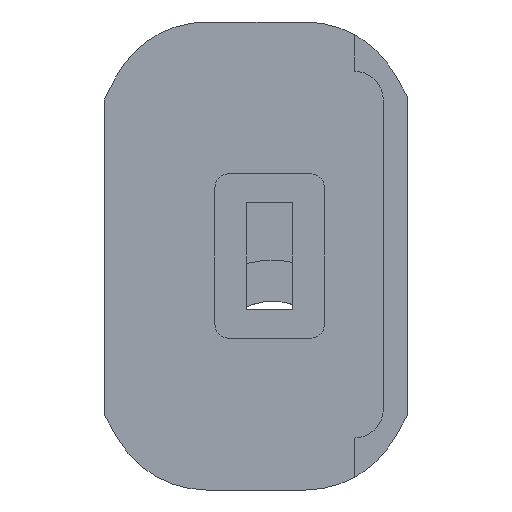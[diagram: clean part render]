
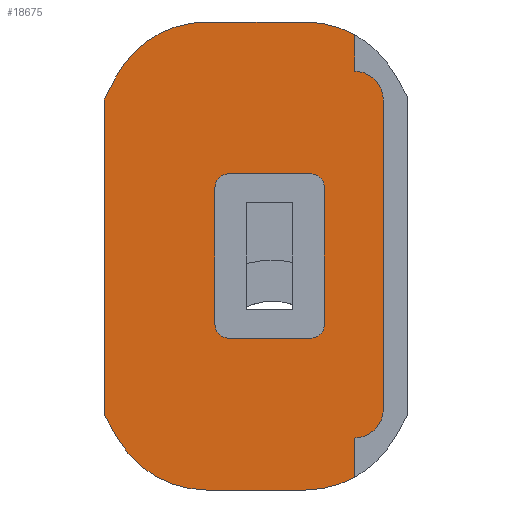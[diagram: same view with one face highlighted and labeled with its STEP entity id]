
A CAD part, left-side view. The second image highlights one B-rep face of the part: STEP entity #18675.
In plain terms, the highlighted planar face has unit normal (-1, 0, 0).
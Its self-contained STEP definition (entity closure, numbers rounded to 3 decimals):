
#208=FACE_BOUND('',#3591,.T.);
#965=CIRCLE('',#19749,1.);
#966=CIRCLE('',#19752,1.);
#970=CIRCLE('',#19781,2.1);
#986=CIRCLE('',#19805,7.5);
#987=CIRCLE('',#19807,7.5);
#988=CIRCLE('',#19809,7.5);
#989=CIRCLE('',#19812,7.5);
#990=CIRCLE('',#19817,2.1);
#991=CIRCLE('',#19818,1.);
#992=CIRCLE('',#19819,1.);
#2546=FACE_OUTER_BOUND('',#3590,.T.);
#3590=EDGE_LOOP('',(#13151,#13152,#13153,#13154,#13155,#13156,#13157,#13158,
#13159,#13160,#13161,#13162,#13163,#13164));
#3591=EDGE_LOOP('',(#13165,#13166,#13167,#13168,#13169,#13170,#13171,#13172));
#4803=LINE('',#23605,#6198);
#4806=LINE('',#23613,#6201);
#4845=LINE('',#23711,#6240);
#4865=LINE('',#23788,#6260);
#4868=LINE('',#23797,#6263);
#4871=LINE('',#23801,#6266);
#4872=LINE('',#23803,#6267);
#4873=LINE('',#23805,#6268);
#4874=LINE('',#23806,#6269);
#4875=LINE('',#23809,#6270);
#4876=LINE('',#23811,#6271);
#4877=LINE('',#23815,#6272);
#6198=VECTOR('',#20728,10.);
#6201=VECTOR('',#20737,10.);
#6240=VECTOR('',#20834,10.);
#6260=VECTOR('',#20910,10.);
#6263=VECTOR('',#20919,10.);
#6266=VECTOR('',#20924,10.);
#6267=VECTOR('',#20927,10.);
#6268=VECTOR('',#20930,10.);
#6269=VECTOR('',#20931,10.);
#6270=VECTOR('',#20934,10.);
#6271=VECTOR('',#20935,10.);
#6272=VECTOR('',#20938,10.);
#7600=VERTEX_POINT('',#23597);
#7601=VERTEX_POINT('',#23599);
#7602=VERTEX_POINT('',#23603);
#7603=VERTEX_POINT('',#23607);
#7604=VERTEX_POINT('',#23611);
#7632=VERTEX_POINT('',#23703);
#7633=VERTEX_POINT('',#23705);
#7634=VERTEX_POINT('',#23709);
#7657=VERTEX_POINT('',#23768);
#7658=VERTEX_POINT('',#23770);
#7659=VERTEX_POINT('',#23774);
#7660=VERTEX_POINT('',#23776);
#7661=VERTEX_POINT('',#23780);
#7662=VERTEX_POINT('',#23782);
#7663=VERTEX_POINT('',#23786);
#7664=VERTEX_POINT('',#23790);
#7665=VERTEX_POINT('',#23792);
#7666=VERTEX_POINT('',#23796);
#7667=VERTEX_POINT('',#23807);
#7668=VERTEX_POINT('',#23810);
#7669=VERTEX_POINT('',#23812);
#7670=VERTEX_POINT('',#23814);
#9691=EDGE_CURVE('',#7601,#7600,#965,.T.);
#9694=EDGE_CURVE('',#7600,#7602,#4803,.T.);
#9696=EDGE_CURVE('',#7602,#7603,#966,.T.);
#9698=EDGE_CURVE('',#7603,#7604,#4806,.T.);
#9744=EDGE_CURVE('',#7632,#7633,#970,.T.);
#9747=EDGE_CURVE('',#7632,#7634,#4845,.T.);
#9777=EDGE_CURVE('',#7657,#7658,#986,.T.);
#9779=EDGE_CURVE('',#7660,#7659,#987,.T.);
#9782=EDGE_CURVE('',#7662,#7661,#988,.T.);
#9785=EDGE_CURVE('',#7661,#7663,#4865,.T.);
#9787=EDGE_CURVE('',#7665,#7664,#989,.T.);
#9789=EDGE_CURVE('',#7666,#7665,#4868,.T.);
#9792=EDGE_CURVE('',#7659,#7633,#4871,.T.);
#9793=EDGE_CURVE('',#7658,#7662,#4872,.T.);
#9794=EDGE_CURVE('',#7666,#7663,#4873,.T.);
#9795=EDGE_CURVE('',#7660,#7664,#4874,.T.);
#9796=EDGE_CURVE('',#7667,#7634,#990,.T.);
#9797=EDGE_CURVE('',#7667,#7657,#4875,.T.);
#9798=EDGE_CURVE('',#7668,#7601,#4876,.T.);
#9799=EDGE_CURVE('',#7604,#7669,#991,.T.);
#9800=EDGE_CURVE('',#7669,#7670,#4877,.T.);
#9801=EDGE_CURVE('',#7670,#7668,#992,.T.);
#13151=ORIENTED_EDGE('',*,*,#9777,.T.);
#13152=ORIENTED_EDGE('',*,*,#9793,.T.);
#13153=ORIENTED_EDGE('',*,*,#9782,.T.);
#13154=ORIENTED_EDGE('',*,*,#9785,.T.);
#13155=ORIENTED_EDGE('',*,*,#9794,.F.);
#13156=ORIENTED_EDGE('',*,*,#9789,.T.);
#13157=ORIENTED_EDGE('',*,*,#9787,.T.);
#13158=ORIENTED_EDGE('',*,*,#9795,.F.);
#13159=ORIENTED_EDGE('',*,*,#9779,.T.);
#13160=ORIENTED_EDGE('',*,*,#9792,.T.);
#13161=ORIENTED_EDGE('',*,*,#9744,.F.);
#13162=ORIENTED_EDGE('',*,*,#9747,.T.);
#13163=ORIENTED_EDGE('',*,*,#9796,.F.);
#13164=ORIENTED_EDGE('',*,*,#9797,.T.);
#13165=ORIENTED_EDGE('',*,*,#9798,.T.);
#13166=ORIENTED_EDGE('',*,*,#9691,.T.);
#13167=ORIENTED_EDGE('',*,*,#9694,.T.);
#13168=ORIENTED_EDGE('',*,*,#9696,.T.);
#13169=ORIENTED_EDGE('',*,*,#9698,.T.);
#13170=ORIENTED_EDGE('',*,*,#9799,.T.);
#13171=ORIENTED_EDGE('',*,*,#9800,.T.);
#13172=ORIENTED_EDGE('',*,*,#9801,.T.);
#18365=PLANE('',#19816);
#18675=ADVANCED_FACE('',(#2546,#208),#18365,.T.);
#19749=AXIS2_PLACEMENT_3D('',#23600,#20722,#20723);
#19752=AXIS2_PLACEMENT_3D('',#23609,#20732,#20733);
#19781=AXIS2_PLACEMENT_3D('',#23706,#20828,#20829);
#19805=AXIS2_PLACEMENT_3D('',#23772,#20893,#20894);
#19807=AXIS2_PLACEMENT_3D('',#23777,#20898,#20899);
#19809=AXIS2_PLACEMENT_3D('',#23783,#20904,#20905);
#19812=AXIS2_PLACEMENT_3D('',#23793,#20914,#20915);
#19816=AXIS2_PLACEMENT_3D('',#23804,#20928,#20929);
#19817=AXIS2_PLACEMENT_3D('',#23808,#20932,#20933);
#19818=AXIS2_PLACEMENT_3D('',#23813,#20936,#20937);
#19819=AXIS2_PLACEMENT_3D('',#23816,#20939,#20940);
#20722=DIRECTION('center_axis',(1.,0.,0.));
#20723=DIRECTION('ref_axis',(0.,0.,-1.));
#20728=DIRECTION('',(0.,1.,0.));
#20732=DIRECTION('center_axis',(1.,0.,0.));
#20733=DIRECTION('ref_axis',(0.,1.,0.));
#20737=DIRECTION('',(0.,0.,1.));
#20828=DIRECTION('center_axis',(1.,0.,0.));
#20829=DIRECTION('ref_axis',(0.,-0.707,-0.707));
#20834=DIRECTION('',(0.,0.,1.));
#20893=DIRECTION('center_axis',(-1.,0.,0.));
#20894=DIRECTION('ref_axis',(0.,-1.,0.));
#20898=DIRECTION('center_axis',(-1.,0.,0.));
#20899=DIRECTION('ref_axis',(0.,0.,-1.));
#20904=DIRECTION('center_axis',(-1.,0.,0.));
#20905=DIRECTION('ref_axis',(0.,0.,1.));
#20910=DIRECTION('',(0.,0.454,-0.891));
#20914=DIRECTION('center_axis',(-1.,0.,0.));
#20915=DIRECTION('ref_axis',(0.,1.,0.));
#20919=DIRECTION('',(0.,-0.498,-0.867));
#20924=DIRECTION('',(0.,0.,1.));
#20927=DIRECTION('',(0.,1.,0.));
#20928=DIRECTION('center_axis',(-1.,0.,0.));
#20929=DIRECTION('ref_axis',(0.,0.,1.));
#20930=DIRECTION('',(0.,0.,1.));
#20931=DIRECTION('',(0.,1.,0.));
#20932=DIRECTION('center_axis',(1.,0.,0.));
#20933=DIRECTION('ref_axis',(0.,-0.707,0.707));
#20934=DIRECTION('',(0.,0.,1.));
#20935=DIRECTION('',(0.,0.,-1.));
#20936=DIRECTION('center_axis',(1.,0.,0.));
#20937=DIRECTION('ref_axis',(0.,0.,1.));
#20938=DIRECTION('',(0.,-1.,0.));
#20939=DIRECTION('center_axis',(1.,0.,0.));
#20940=DIRECTION('ref_axis',(0.,-1.,0.));
#23597=CARTESIAN_POINT('',(-3.1,5.3,-6.));
#23599=CARTESIAN_POINT('',(-3.1,4.3,-5.));
#23600=CARTESIAN_POINT('Origin',(-3.1,5.3,-5.));
#23603=CARTESIAN_POINT('',(-3.1,11.3,-6.));
#23605=CARTESIAN_POINT('',(-3.1,2.65,-6.));
#23607=CARTESIAN_POINT('',(-3.1,12.3,-5.));
#23609=CARTESIAN_POINT('Origin',(-3.1,11.3,-5.));
#23611=CARTESIAN_POINT('',(-3.1,12.3,5.));
#23613=CARTESIAN_POINT('',(-3.1,12.3,-11.05));
#23703=CARTESIAN_POINT('',(-3.1,0.,-11.2));
#23705=CARTESIAN_POINT('',(-3.1,2.1,-13.3));
#23706=CARTESIAN_POINT('Origin',(-3.1,2.1,-11.2));
#23709=CARTESIAN_POINT('',(-3.1,0.,11.4));
#23711=CARTESIAN_POINT('',(-3.1,0.,-17.1));
#23768=CARTESIAN_POINT('',(-3.1,2.1,16.18));
#23770=CARTESIAN_POINT('',(-3.1,5.7,17.1));
#23772=CARTESIAN_POINT('Origin',(-3.1,5.7,9.6));
#23774=CARTESIAN_POINT('',(-3.1,2.1,-16.18));
#23776=CARTESIAN_POINT('',(-3.1,5.7,-17.1));
#23777=CARTESIAN_POINT('Origin',(-3.1,5.7,-9.6));
#23780=CARTESIAN_POINT('',(-3.1,19.583,13.004));
#23782=CARTESIAN_POINT('',(-3.1,12.9,17.1));
#23783=CARTESIAN_POINT('Origin',(-3.1,12.9,9.6));
#23786=CARTESIAN_POINT('',(-3.1,20.4,11.4));
#23788=CARTESIAN_POINT('',(-3.1,23.653,5.012));
#23790=CARTESIAN_POINT('',(-3.1,12.9,-17.1));
#23792=CARTESIAN_POINT('',(-3.1,19.404,-13.334));
#23793=CARTESIAN_POINT('Origin',(-3.1,12.9,-9.6));
#23796=CARTESIAN_POINT('',(-3.1,20.4,-11.6));
#23797=CARTESIAN_POINT('',(-3.1,16.684,-18.073));
#23801=CARTESIAN_POINT('',(-3.1,2.1,-16.575));
#23803=CARTESIAN_POINT('',(-3.1,0.,17.1));
#23804=CARTESIAN_POINT('Origin',(-3.1,0.,-17.1));
#23805=CARTESIAN_POINT('',(-3.1,20.4,-8.55));
#23806=CARTESIAN_POINT('',(-3.1,18.6,-17.1));
#23807=CARTESIAN_POINT('',(-3.1,2.1,13.5));
#23808=CARTESIAN_POINT('Origin',(-3.1,2.1,11.4));
#23809=CARTESIAN_POINT('',(-3.1,2.1,-0.525));
#23810=CARTESIAN_POINT('',(-3.1,4.3,5.));
#23811=CARTESIAN_POINT('',(-3.1,4.3,-6.05));
#23812=CARTESIAN_POINT('',(-3.1,11.3,6.));
#23813=CARTESIAN_POINT('Origin',(-3.1,11.3,5.));
#23814=CARTESIAN_POINT('',(-3.1,5.3,6.));
#23815=CARTESIAN_POINT('',(-3.1,5.65,6.));
#23816=CARTESIAN_POINT('Origin',(-3.1,5.3,5.));
